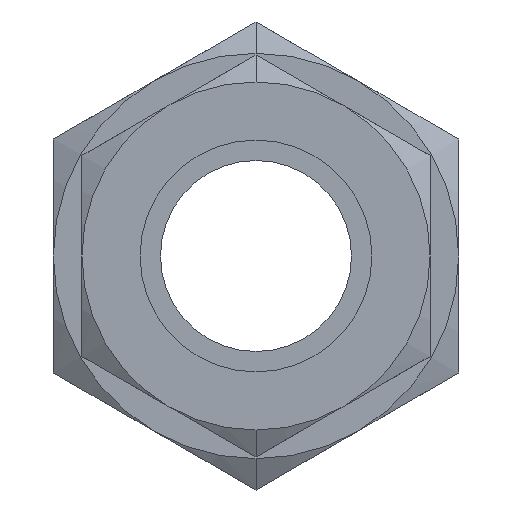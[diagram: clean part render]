
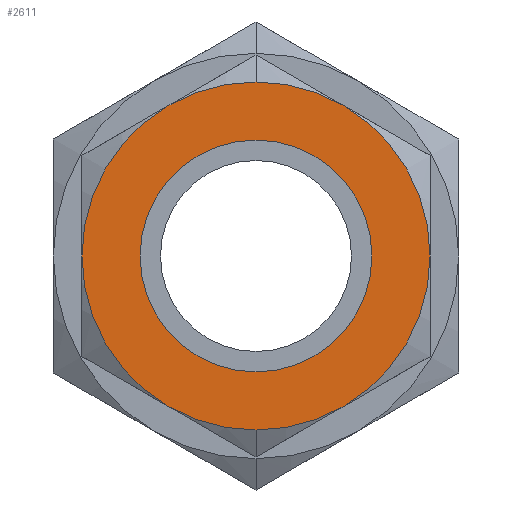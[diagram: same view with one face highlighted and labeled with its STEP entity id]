
A CAD part, left-side view. The second image highlights one B-rep face of the part: STEP entity #2611.
In plain terms, the highlighted planar face has unit normal (-1, 0, 0).
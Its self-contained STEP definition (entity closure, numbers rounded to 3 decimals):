
#40 = ORIENTED_EDGE ( 'NONE', *, *, #6321, .T. ) ;
#192 = CARTESIAN_POINT ( 'NONE',  ( 0., 0., 7.15 ) ) ;
#317 = EDGE_CURVE ( 'NONE', #5227, #8965, #3776, .T. ) ;
#735 = EDGE_LOOP ( 'NONE', ( #7823, #6443 ) ) ;
#869 = DIRECTION ( 'NONE',  ( 0., 0., 1. ) ) ;
#915 = DIRECTION ( 'NONE',  ( 0., 0., -1. ) ) ;
#1033 = FACE_BOUND ( 'NONE', #9247, .T. ) ;
#1125 = EDGE_CURVE ( 'NONE', #5993, #7919, #4262, .T. ) ;
#1176 = CARTESIAN_POINT ( 'NONE',  ( 0., 0., 0. ) ) ;
#1273 = CARTESIAN_POINT ( 'NONE',  ( 0., 0., -14.3 ) ) ;
#1601 = CARTESIAN_POINT ( 'NONE',  ( 0., 0., 0. ) ) ;
#1697 = DIRECTION ( 'NONE',  ( 1., 0., 0. ) ) ;
#1781 = AXIS2_PLACEMENT_3D ( 'NONE', #192, #4095, #7107 ) ;
#2463 = CARTESIAN_POINT ( 'NONE',  ( 0., 0., -9.525 ) ) ;
#2611 = ADVANCED_FACE ( 'NONE', ( #1033, #7858 ), #3151, .T. ) ;
#2932 = AXIS2_PLACEMENT_3D ( 'NONE', #6987, #1697, #915 ) ;
#2943 = AXIS2_PLACEMENT_3D ( 'NONE', #1601, #5561, #869 ) ;
#3151 = PLANE ( 'NONE',  #1781 ) ;
#3776 = CIRCLE ( 'NONE', #8595, 14.3 ) ;
#4095 = DIRECTION ( 'NONE',  ( -1., 0., 0. ) ) ;
#4254 = DIRECTION ( 'NONE',  ( 0., 0., 1. ) ) ;
#4262 = CIRCLE ( 'NONE', #9876, 9.525 ) ;
#4385 = CIRCLE ( 'NONE', #2943, 9.525 ) ;
#4698 = CIRCLE ( 'NONE', #2932, 14.3 ) ;
#5213 = EDGE_CURVE ( 'NONE', #8965, #5227, #4698, .T. ) ;
#5227 = VERTEX_POINT ( 'NONE', #7131 ) ;
#5561 = DIRECTION ( 'NONE',  ( 1., 0., 0. ) ) ;
#5751 = DIRECTION ( 'NONE',  ( 1., 0., 0. ) ) ;
#5993 = VERTEX_POINT ( 'NONE', #2463 ) ;
#6321 = EDGE_CURVE ( 'NONE', #7919, #5993, #4385, .T. ) ;
#6443 = ORIENTED_EDGE ( 'NONE', *, *, #5213, .F. ) ;
#6792 = CARTESIAN_POINT ( 'NONE',  ( 0., 0., 9.525 ) ) ;
#6987 = CARTESIAN_POINT ( 'NONE',  ( 0., 0., 0. ) ) ;
#7107 = DIRECTION ( 'NONE',  ( 0., 0., 1. ) ) ;
#7131 = CARTESIAN_POINT ( 'NONE',  ( 0., 0., 14.3 ) ) ;
#7355 = DIRECTION ( 'NONE',  ( 1., 0., 0. ) ) ;
#7367 = CARTESIAN_POINT ( 'NONE',  ( 0., 0., 0. ) ) ;
#7437 = ORIENTED_EDGE ( 'NONE', *, *, #1125, .T. ) ;
#7501 = DIRECTION ( 'NONE',  ( 0., 0., -1. ) ) ;
#7823 = ORIENTED_EDGE ( 'NONE', *, *, #317, .F. ) ;
#7858 = FACE_OUTER_BOUND ( 'NONE', #735, .T. ) ;
#7919 = VERTEX_POINT ( 'NONE', #6792 ) ;
#8595 = AXIS2_PLACEMENT_3D ( 'NONE', #7367, #5751, #4254 ) ;
#8965 = VERTEX_POINT ( 'NONE', #1273 ) ;
#9247 = EDGE_LOOP ( 'NONE', ( #7437, #40 ) ) ;
#9876 = AXIS2_PLACEMENT_3D ( 'NONE', #1176, #7355, #7501 ) ;
